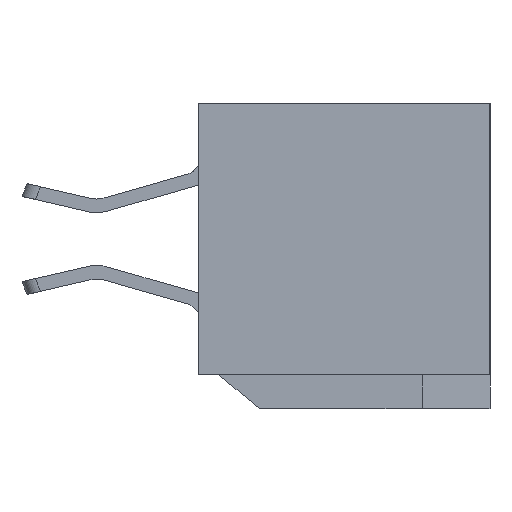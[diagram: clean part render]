
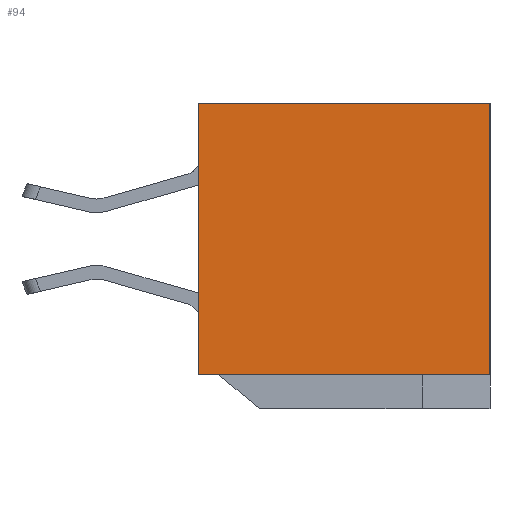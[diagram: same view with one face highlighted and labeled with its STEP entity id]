
A CAD part, left-side view. The second image highlights one B-rep face of the part: STEP entity #94.
In plain terms, the highlighted planar face has unit normal (-1, 0, 0).
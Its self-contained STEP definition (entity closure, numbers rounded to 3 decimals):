
#30=CARTESIAN_POINT('',(-5.9,2.15,-2.25));
#31=DIRECTION('',(0.,0.,1.));
#32=DIRECTION('',(-1.,0.,0.));
#33=AXIS2_PLACEMENT_3D('',#30,#32,#31);
#34=PLANE('',#33);
#35=CARTESIAN_POINT('',(-5.9,4.,-0.25));
#36=VERTEX_POINT('',#35);
#37=CARTESIAN_POINT('',(-5.9,0.,-0.25));
#38=VERTEX_POINT('',#37);
#39=CARTESIAN_POINT('',(-5.9,4.,-0.25));
#40=CARTESIAN_POINT('',(-5.9,3.2,-0.25));
#41=CARTESIAN_POINT('',(-5.9,2.4,-0.25));
#42=CARTESIAN_POINT('',(-5.9,1.6,-0.25));
#43=CARTESIAN_POINT('',(-5.9,0.8,-0.25));
#44=CARTESIAN_POINT('',(-5.9,0.,-0.25));
#45=B_SPLINE_CURVE_WITH_KNOTS('',5,(#39,#40,#41,#42,#43,#44),.UNSPECIFIED.,.F.,.U.,(6,6),(0.,4.),.UNSPECIFIED.);
#46=EDGE_CURVE('',#36,#38,#45,.T.);
#47=ORIENTED_EDGE('',*,*,#46,.F.);
#48=CARTESIAN_POINT('',(-5.9,4.3,-0.25));
#49=VERTEX_POINT('',#48);
#50=CARTESIAN_POINT('',(-5.9,4.3,-0.25));
#51=DIRECTION('',(0.,-1.,0.));
#52=VECTOR('',#51,0.3);
#53=LINE('',#50,#52);
#54=EDGE_CURVE('',#49,#36,#53,.T.);
#55=ORIENTED_EDGE('',*,*,#54,.F.);
#56=CARTESIAN_POINT('',(-5.9,4.3,-4.25));
#57=VERTEX_POINT('',#56);
#58=CARTESIAN_POINT('',(-5.9,4.3,-4.25));
#59=DIRECTION('',(0.,0.,1.));
#60=VECTOR('',#59,4.);
#61=LINE('',#58,#60);
#62=EDGE_CURVE('',#57,#49,#61,.T.);
#63=ORIENTED_EDGE('',*,*,#62,.F.);
#64=CARTESIAN_POINT('',(-5.9,4.,-4.25));
#65=VERTEX_POINT('',#64);
#66=CARTESIAN_POINT('',(-5.9,4.3,-4.25));
#67=DIRECTION('',(0.,-1.,0.));
#68=VECTOR('',#67,0.3);
#69=LINE('',#66,#68);
#70=EDGE_CURVE('',#57,#65,#69,.T.);
#71=ORIENTED_EDGE('',*,*,#70,.T.);
#72=CARTESIAN_POINT('',(-5.9,0.,-4.25));
#73=VERTEX_POINT('',#72);
#74=CARTESIAN_POINT('',(-5.9,4.,-4.25));
#75=CARTESIAN_POINT('',(-5.9,3.2,-4.25));
#76=CARTESIAN_POINT('',(-5.9,2.4,-4.25));
#77=CARTESIAN_POINT('',(-5.9,1.6,-4.25));
#78=CARTESIAN_POINT('',(-5.9,0.8,-4.25));
#79=CARTESIAN_POINT('',(-5.9,0.,-4.25));
#80=B_SPLINE_CURVE_WITH_KNOTS('',5,(#74,#75,#76,#77,#78,#79),.UNSPECIFIED.,.F.,.U.,(6,6),(0.,4.),.UNSPECIFIED.);
#81=EDGE_CURVE('',#65,#73,#80,.T.);
#82=ORIENTED_EDGE('',*,*,#81,.T.);
#83=CARTESIAN_POINT('',(-5.9,0.,-0.25));
#84=CARTESIAN_POINT('',(-5.9,0.,-1.05));
#85=CARTESIAN_POINT('',(-5.9,0.,-1.85));
#86=CARTESIAN_POINT('',(-5.9,0.,-2.65));
#87=CARTESIAN_POINT('',(-5.9,0.,-3.45));
#88=CARTESIAN_POINT('',(-5.9,0.,-4.25));
#89=B_SPLINE_CURVE_WITH_KNOTS('',5,(#83,#84,#85,#86,#87,#88),.UNSPECIFIED.,.F.,.U.,(6,6),(0.,4.),.UNSPECIFIED.);
#90=EDGE_CURVE('',#38,#73,#89,.T.);
#91=ORIENTED_EDGE('',*,*,#90,.F.);
#92=EDGE_LOOP('',(#47,#55,#63,#71,#82,#91));
#93=FACE_OUTER_BOUND('',#92,.T.);
#94=ADVANCED_FACE('',(#93),#34,.T.);
